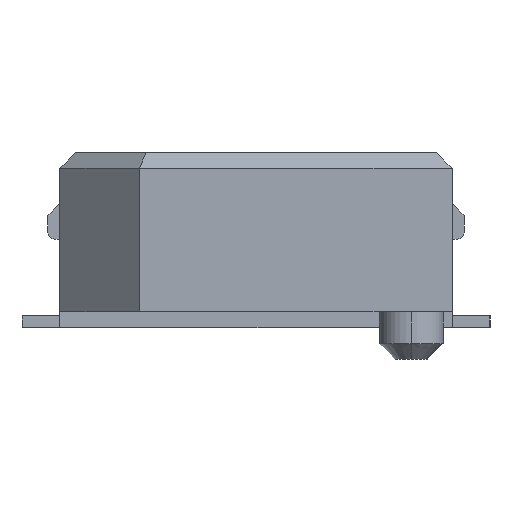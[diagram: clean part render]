
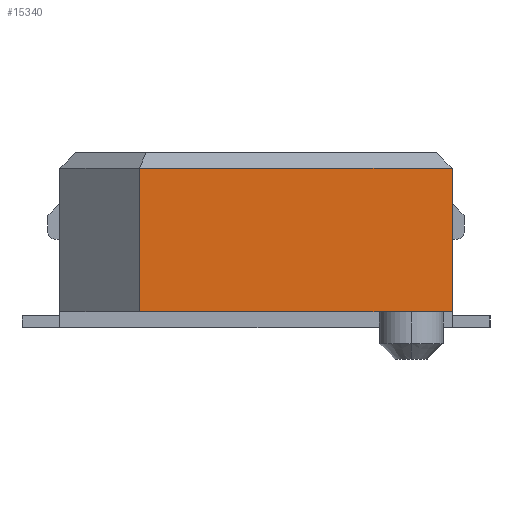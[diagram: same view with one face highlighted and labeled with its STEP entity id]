
A CAD part, left-side view. The second image highlights one B-rep face of the part: STEP entity #15340.
In plain terms, the highlighted planar face has unit normal (-1, 0, 0).
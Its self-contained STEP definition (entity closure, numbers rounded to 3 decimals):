
#15169=CARTESIAN_POINT('',(-11.7,-2.465,0.2));
#15170=VERTEX_POINT('',#15169);
#15177=CARTESIAN_POINT('',(-11.7,1.465,0.2));
#15178=VERTEX_POINT('',#15177);
#15179=CARTESIAN_POINT('',(-11.7,1.465,0.2));
#15180=DIRECTION('',(0.0,-1.0,0.0));
#15181=VECTOR('',#15180,3.93);
#15182=LINE('',#15179,#15181);
#15183=EDGE_CURVE('',#15178,#15170,#15182,.T.);
#15292=CARTESIAN_POINT('',(-11.7,1.465,2.0));
#15293=VERTEX_POINT('',#15292);
#15294=CARTESIAN_POINT('',(-11.7,1.465,0.2));
#15295=DIRECTION('',(0.0,0.0,1.0));
#15296=VECTOR('',#15295,1.8);
#15297=LINE('',#15294,#15296);
#15298=EDGE_CURVE('',#15178,#15293,#15297,.T.);
#15317=CARTESIAN_POINT('',(-11.7,-2.465,0.0));
#15318=DIRECTION('',(-1.0,0.0,0.0));
#15319=DIRECTION('',(0.0,0.0,1.0));
#15320=AXIS2_PLACEMENT_3D('',#15317,#15318,#15319);
#15321=PLANE('',#15320);
#15322=ORIENTED_EDGE('',*,*,#15183,.T.);
#15323=CARTESIAN_POINT('',(-11.7,-2.465,2.0));
#15324=VERTEX_POINT('',#15323);
#15325=CARTESIAN_POINT('',(-11.7,-2.465,0.2));
#15326=DIRECTION('',(0.0,0.0,1.0));
#15327=VECTOR('',#15326,1.8);
#15328=LINE('',#15325,#15327);
#15329=EDGE_CURVE('',#15170,#15324,#15328,.T.);
#15330=ORIENTED_EDGE('',*,*,#15329,.T.);
#15331=CARTESIAN_POINT('',(-11.7,1.465,2.0));
#15332=DIRECTION('',(0.0,-1.0,0.0));
#15333=VECTOR('',#15332,3.93);
#15334=LINE('',#15331,#15333);
#15335=EDGE_CURVE('',#15293,#15324,#15334,.T.);
#15336=ORIENTED_EDGE('',*,*,#15335,.F.);
#15337=ORIENTED_EDGE('',*,*,#15298,.F.);
#15338=EDGE_LOOP('',(#15322,#15330,#15336,#15337));
#15339=FACE_OUTER_BOUND('',#15338,.T.);
#15340=ADVANCED_FACE('',(#15339),#15321,.T.);
